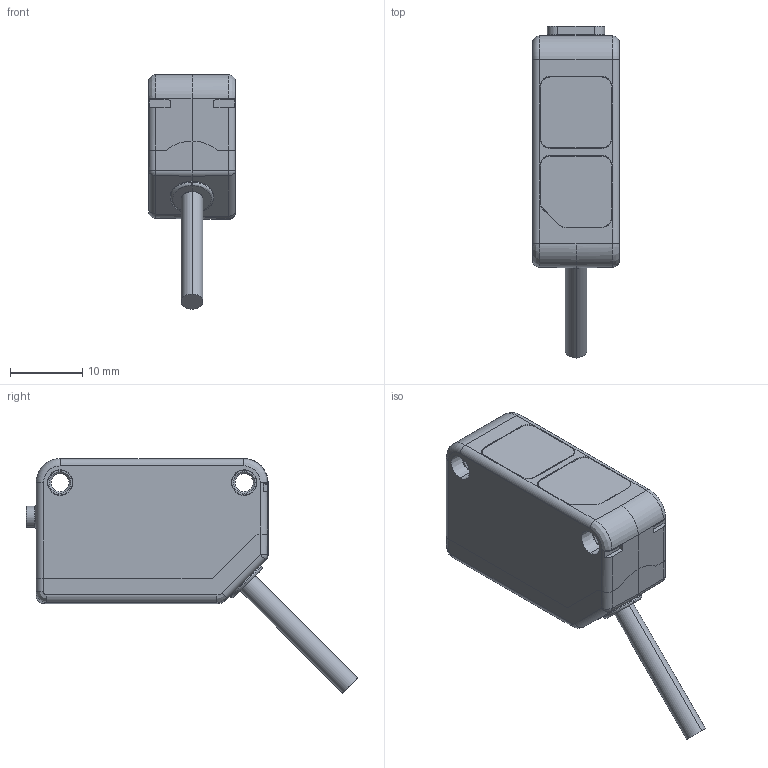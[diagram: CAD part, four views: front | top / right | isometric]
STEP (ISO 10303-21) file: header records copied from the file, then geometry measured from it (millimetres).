
FILE_DESCRIPTION((''),'2;1');
FILE_NAME('136040_SM01_ASM','2022-11-29T13:19:14',('PDMAdmin'),('BANNER ENGINEERING'),'CREO PARAMETRIC BY PTC INC, 2019292','CREO PARAMETRIC BY PTC INC, 2019292','');
FILE_SCHEMA(('CONFIG_CONTROL_DESIGN'));
Length unit declared in the file: millimetre
Products named in the file (3): 136040_EP01; 127818_CABLE; 136040_SM01_ASM
Assembly tree (2 placements, depth 2):
  136040_SM01_ASM
    136040_EP01
    127818_CABLE
Bounding box: 12 x 45.76 x 32.37 mm (x, y, z)
Volume: 6838.3 mm3; surface area: 4260 mm2
Topology: 2 solids, 3 shells, 498 faces, 1216 edges, 727 vertices
Faces by surface type: plane 258, cylinder 127, cone 46, bspline 37, torus 16, sphere 14
Entity records: 17027 total; most frequent: CARTESIAN_POINT 5846, ORIENTED_EDGE 2428, DIRECTION 2102, EDGE_CURVE 1214, VECTOR 732, LINE 732, VERTEX_POINT 727, AXIS2_PLACEMENT_3D 685
